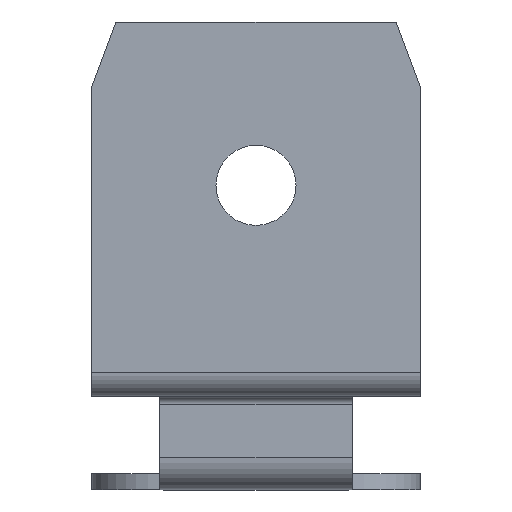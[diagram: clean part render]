
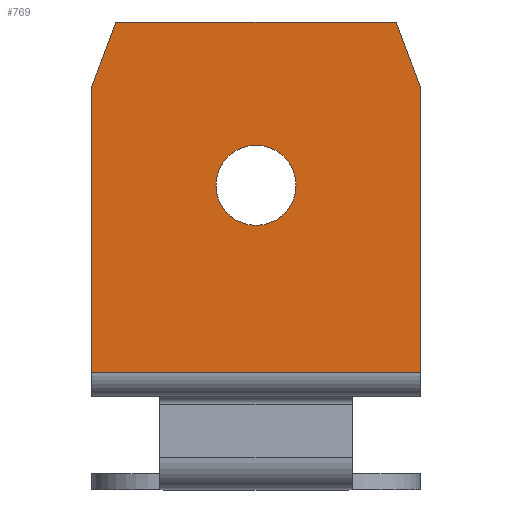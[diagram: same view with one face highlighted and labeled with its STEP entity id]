
A CAD part, top view. The second image highlights one B-rep face of the part: STEP entity #769.
In plain terms, the highlighted planar face has unit normal (0, 0, 1).
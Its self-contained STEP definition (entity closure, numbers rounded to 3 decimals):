
#19=FACE_BOUND('',#149,.T.);
#52=PLANE('',#864);
#98=FACE_OUTER_BOUND('',#148,.T.);
#148=EDGE_LOOP('',(#704,#705,#706,#707,#708,#709));
#149=EDGE_LOOP('',(#710));
#187=LINE('',#1210,#266);
#219=LINE('',#1284,#298);
#223=LINE('',#1290,#302);
#225=LINE('',#1294,#304);
#227=LINE('',#1300,#306);
#228=LINE('',#1302,#307);
#266=VECTOR('',#990,10.);
#298=VECTOR('',#1066,10.);
#302=VECTOR('',#1072,10.);
#304=VECTOR('',#1076,10.);
#306=VECTOR('',#1084,10.);
#307=VECTOR('',#1087,10.);
#333=CIRCLE('',#861,2.5);
#365=VERTEX_POINT('',#1192);
#370=VERTEX_POINT('',#1202);
#391=VERTEX_POINT('',#1282);
#392=VERTEX_POINT('',#1283);
#393=VERTEX_POINT('',#1288);
#394=VERTEX_POINT('',#1292);
#395=VERTEX_POINT('',#1296);
#453=EDGE_CURVE('',#365,#370,#187,.T.);
#490=EDGE_CURVE('',#391,#392,#219,.T.);
#494=EDGE_CURVE('',#391,#393,#223,.T.);
#496=EDGE_CURVE('',#394,#393,#225,.T.);
#497=EDGE_CURVE('',#395,#395,#333,.T.);
#499=EDGE_CURVE('',#392,#370,#227,.T.);
#500=EDGE_CURVE('',#394,#365,#228,.T.);
#704=ORIENTED_EDGE('',*,*,#453,.T.);
#705=ORIENTED_EDGE('',*,*,#499,.F.);
#706=ORIENTED_EDGE('',*,*,#490,.F.);
#707=ORIENTED_EDGE('',*,*,#494,.T.);
#708=ORIENTED_EDGE('',*,*,#496,.F.);
#709=ORIENTED_EDGE('',*,*,#500,.T.);
#710=ORIENTED_EDGE('',*,*,#497,.T.);
#769=ADVANCED_FACE('',(#98,#19),#52,.T.);
#861=AXIS2_PLACEMENT_3D('',#1297,#1079,#1080);
#864=AXIS2_PLACEMENT_3D('',#1303,#1088,#1089);
#990=DIRECTION('',(1.,0.,0.));
#1066=DIRECTION('',(0.351,-0.936,0.));
#1072=DIRECTION('',(-1.,0.,0.));
#1076=DIRECTION('',(0.351,0.936,0.));
#1079=DIRECTION('center_axis',(0.,0.,-1.));
#1080=DIRECTION('ref_axis',(-1.,0.,0.));
#1084=DIRECTION('',(0.,-1.,0.));
#1087=DIRECTION('',(0.,-1.,0.));
#1088=DIRECTION('center_axis',(0.,0.,1.));
#1089=DIRECTION('ref_axis',(0.,-1.,0.));
#1192=CARTESIAN_POINT('',(-10.25,7.3,18.3));
#1202=CARTESIAN_POINT('',(10.25,7.3,18.3));
#1210=CARTESIAN_POINT('',(-5.125,7.3,18.3));
#1282=CARTESIAN_POINT('',(8.75,29.17,18.3));
#1283=CARTESIAN_POINT('',(10.25,25.17,18.3));
#1284=CARTESIAN_POINT('',(15.966,9.927,18.3));
#1288=CARTESIAN_POINT('',(-8.75,29.17,18.3));
#1290=CARTESIAN_POINT('',(10.25,29.17,18.3));
#1292=CARTESIAN_POINT('',(-10.25,25.17,18.3));
#1294=CARTESIAN_POINT('',(-15.966,9.927,18.3));
#1296=CARTESIAN_POINT('',(2.5,18.97,18.3));
#1297=CARTESIAN_POINT('Origin',(0.,18.97,18.3));
#1300=CARTESIAN_POINT('',(10.25,-15.73,18.3));
#1302=CARTESIAN_POINT('',(-10.25,-15.73,18.3));
#1303=CARTESIAN_POINT('Origin',(0.,-15.73,18.3));
